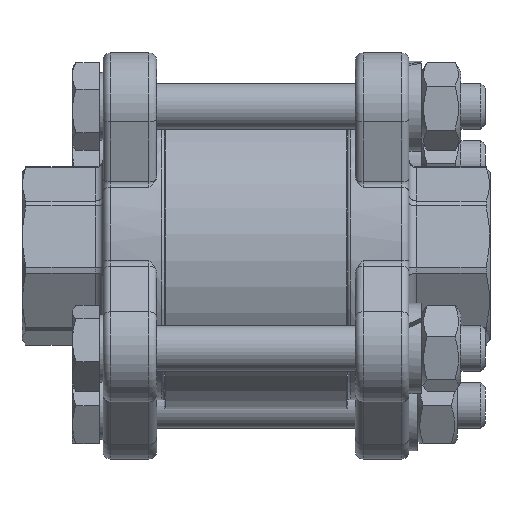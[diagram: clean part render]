
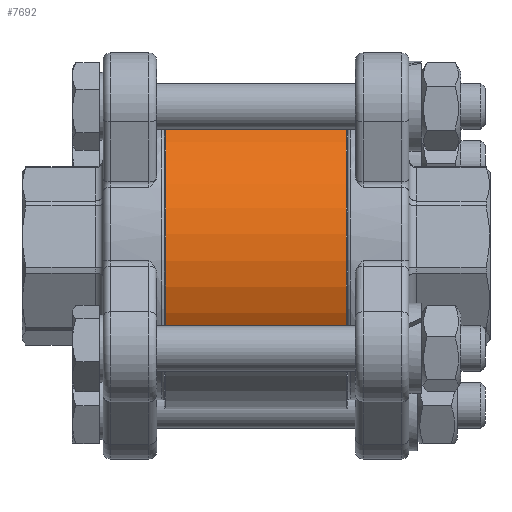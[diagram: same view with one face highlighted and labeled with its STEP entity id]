
A CAD part, front view. The second image highlights one B-rep face of the part: STEP entity #7692.
In plain terms, the highlighted cylindrical face has radius 20 mm (diameter 40 mm), a partial arc.
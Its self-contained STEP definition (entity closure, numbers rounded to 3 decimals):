
#920=CARTESIAN_POINT('',(-159.135,-81.078,33.902));
#921=VERTEX_POINT('',#920);
#922=CARTESIAN_POINT('',(-135.535,-81.078,33.902));
#923=VERTEX_POINT('',#922);
#930=CARTESIAN_POINT('',(-159.135,-81.078,33.902));
#931=DIRECTION('',(1.0,0.0,0.0));
#932=VECTOR('',#931,23.6);
#933=LINE('',#930,#932);
#934=EDGE_CURVE('',#921,#923,#933,.T.);
#1812=CARTESIAN_POINT('',(-159.135,-74.573,61.429));
#1813=VERTEX_POINT('',#1812);
#1814=CARTESIAN_POINT('',(-135.535,-74.573,61.429));
#1815=VERTEX_POINT('',#1814);
#1816=CARTESIAN_POINT('',(-159.135,-74.573,61.429));
#1817=DIRECTION('',(1.0,0.0,0.0));
#1818=VECTOR('',#1817,23.6);
#1819=LINE('',#1816,#1818);
#1820=EDGE_CURVE('',#1813,#1815,#1819,.T.);
#7669=CARTESIAN_POINT('',(-159.335,-64.062,44.413));
#7670=DIRECTION('',(1.0,0.,0.));
#7671=DIRECTION('',(0.,-0.139,-0.99));
#7672=AXIS2_PLACEMENT_3D('',#7669,#7670,#7671);
#7673=CYLINDRICAL_SURFACE('',#7672,20.);
#7674=ORIENTED_EDGE('',*,*,#1820,.F.);
#7675=CARTESIAN_POINT('',(-159.135,-64.062,44.413));
#7676=DIRECTION('',(-1.0,0.,0.));
#7677=DIRECTION('',(0.,-0.139,-0.99));
#7678=AXIS2_PLACEMENT_3D('',#7675,#7676,#7677);
#7679=CIRCLE('',#7678,20.);
#7680=EDGE_CURVE('',#921,#1813,#7679,.T.);
#7681=ORIENTED_EDGE('',*,*,#7680,.F.);
#7682=ORIENTED_EDGE('',*,*,#934,.T.);
#7683=CARTESIAN_POINT('',(-135.535,-64.062,44.413));
#7684=DIRECTION('',(1.0,0.,0.));
#7685=DIRECTION('',(0.,-0.139,-0.99));
#7686=AXIS2_PLACEMENT_3D('',#7683,#7684,#7685);
#7687=CIRCLE('',#7686,20.);
#7688=EDGE_CURVE('',#1815,#923,#7687,.T.);
#7689=ORIENTED_EDGE('',*,*,#7688,.F.);
#7690=EDGE_LOOP('',(#7674,#7681,#7682,#7689));
#7691=FACE_OUTER_BOUND('',#7690,.T.);
#7692=ADVANCED_FACE('',(#7691),#7673,.T.);
